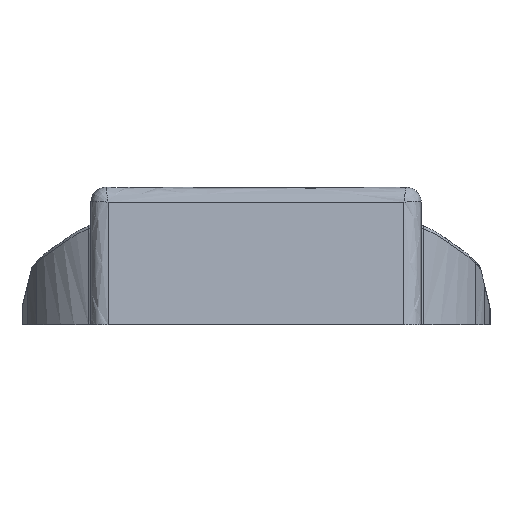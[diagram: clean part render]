
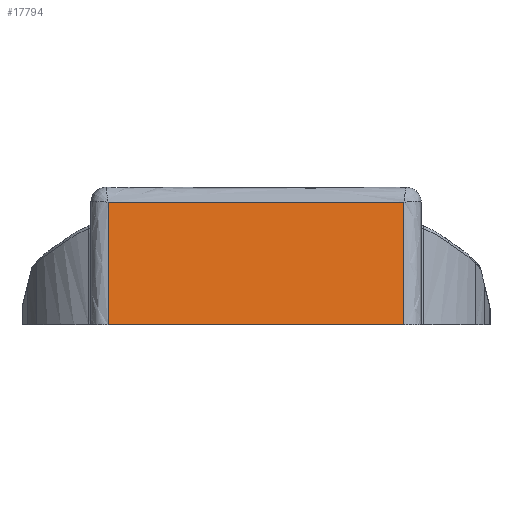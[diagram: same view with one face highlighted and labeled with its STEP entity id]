
A CAD part, front view. The second image highlights one B-rep face of the part: STEP entity #17794.
In plain terms, the highlighted free-form (B-spline) face has degree [1, 1] with [2, 2] control points.
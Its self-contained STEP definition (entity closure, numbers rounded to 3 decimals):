
#3253=CARTESIAN_POINT('',(21.5,2.186,17.805));
#3254=VERTEX_POINT('',#3253);
#3851=CARTESIAN_POINT('',(-21.5,2.186,17.805));
#3852=VERTEX_POINT('',#3851);
#4004=CARTESIAN_POINT('',(-21.5,0.0,0.0));
#4005=VERTEX_POINT('',#4004);
#4006=CARTESIAN_POINT('',(-21.5,2.186,17.805));
#4007=CARTESIAN_POINT('',(-21.5,0.0,0.0));
#4008=QUASI_UNIFORM_CURVE('',1,(#4006,#4007),.UNSPECIFIED.,.F.,.U.);
#4009=EDGE_CURVE('',#3852,#4005,#4008,.T.);
#4051=CARTESIAN_POINT('',(21.5,0.0,0.0));
#4052=VERTEX_POINT('',#4051);
#4053=CARTESIAN_POINT('',(21.5,0.0,0.0));
#4054=CARTESIAN_POINT('',(21.5,2.186,17.805));
#4055=QUASI_UNIFORM_CURVE('',1,(#4053,#4054),.UNSPECIFIED.,.F.,.U.);
#4056=EDGE_CURVE('',#4052,#3254,#4055,.T.);
#17770=CARTESIAN_POINT('',(21.5,2.186,17.805));
#17771=CARTESIAN_POINT('',(-21.5,2.186,17.805));
#17772=QUASI_UNIFORM_CURVE('',1,(#17770,#17771),.UNSPECIFIED.,.F.,.U.);
#17773=EDGE_CURVE('',#3254,#3852,#17772,.T.);
#17779=CARTESIAN_POINT('',(-23.648,2.295,18.694));
#17780=CARTESIAN_POINT('',(-23.648,-0.109,-0.889));
#17781=CARTESIAN_POINT('',(23.648,2.295,18.694));
#17782=CARTESIAN_POINT('',(23.648,-0.109,-0.889));
#17783=B_SPLINE_SURFACE_WITH_KNOTS('',1,1,((#17779,#17781),(#17780,#17782)),.UNSPECIFIED.,.F.,.F.,.U.,(2,2),(2,2),(0.0,19.73),(0.0,47.296),.UNSPECIFIED.);
#17784=CARTESIAN_POINT('',(21.5,0.0,0.0));
#17785=CARTESIAN_POINT('',(-21.5,0.0,0.0));
#17786=QUASI_UNIFORM_CURVE('',1,(#17784,#17785),.UNSPECIFIED.,.F.,.U.);
#17787=EDGE_CURVE('',#4052,#4005,#17786,.T.);
#17788=ORIENTED_EDGE('',*,*,#17787,.F.);
#17789=ORIENTED_EDGE('',*,*,#4056,.T.);
#17790=ORIENTED_EDGE('',*,*,#17773,.T.);
#17791=ORIENTED_EDGE('',*,*,#4009,.T.);
#17792=EDGE_LOOP('',(#17788,#17789,#17790,#17791));
#17793=FACE_OUTER_BOUND('',#17792,.T.);
#17794=ADVANCED_FACE('',(#17793),#17783,.T.);
